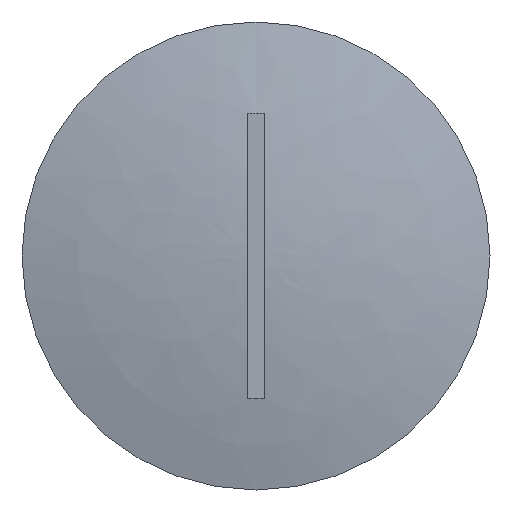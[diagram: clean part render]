
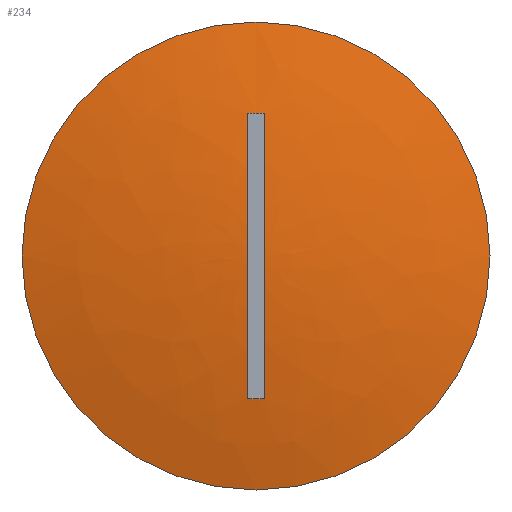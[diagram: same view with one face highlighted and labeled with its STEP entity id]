
A CAD part, left-side view. The second image highlights one B-rep face of the part: STEP entity #234.
In plain terms, the highlighted free-form (B-spline) face has degree [2, 2] with [3, 9] control points.
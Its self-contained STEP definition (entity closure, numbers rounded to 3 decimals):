
#15=(
BOUNDED_CURVE()
B_SPLINE_CURVE(2,(#1461,#1462,#1463),.UNSPECIFIED.,.F.,.F.)
B_SPLINE_CURVE_WITH_KNOTS((3,3),(1.326,1.413),
 .UNSPECIFIED.)
CURVE()
GEOMETRIC_REPRESENTATION_ITEM()
RATIONAL_B_SPLINE_CURVE((1.,0.998,0.997))
REPRESENTATION_ITEM('')
);
#16=(
BOUNDED_SURFACE()
B_SPLINE_SURFACE(2,2,((#1430,#1431,#1432,#1433,#1434,#1435,#1436,#1437,
#1438),(#1439,#1440,#1441,#1442,#1443,#1444,#1445,#1446,#1447),(#1448,#1449,
#1450,#1451,#1452,#1453,#1454,#1455,#1456)),.UNSPECIFIED.,.F.,.T.,.F.)
B_SPLINE_SURFACE_WITH_KNOTS((3,3),(3,2,2,2,3),(-1.539,-1.326),
(-3.142,-1.571,0.,1.571,3.142),
 .UNSPECIFIED.)
GEOMETRIC_REPRESENTATION_ITEM()
RATIONAL_B_SPLINE_SURFACE(((1.,0.707,1.,0.707,1.,
0.707,1.,0.707,1.),(0.994,0.703,
0.994,0.703,0.994,0.703,
0.994,0.703,0.994),(1.,0.707,
1.,0.707,1.,0.707,1.,0.707,1.)))
REPRESENTATION_ITEM('')
SURFACE()
);
#55=FACE_OUTER_BOUND('',#76,.T.);
#76=EDGE_LOOP('',(#202,#203,#204,#205,#206,#207,#208,#209,#210));
#91=CIRCLE('',#260,16.476);
#92=CIRCLE('',#261,16.476);
#93=CIRCLE('',#262,16.476);
#96=CIRCLE('',#268,27.);
#97=CIRCLE('',#269,27.);
#109=B_SPLINE_CURVE_WITH_KNOTS('',3,(#1375,#1376,#1377,#1378,#1379,#1380,
#1381,#1382,#1383,#1384,#1385,#1386,#1387,#1388,#1389,#1390,#1391,#1392,
#1393),.UNSPECIFIED.,.F.,.F.,(4,2,2,2,3,2,2,2,4),(-1.579,-1.121,
-0.56,-0.28,0.,0.28,0.56,
1.121,1.579),.UNSPECIFIED.);
#110=B_SPLINE_CURVE_WITH_KNOTS('',3,(#1398,#1399,#1400,#1401,#1402,#1403,
#1404,#1405,#1406,#1407,#1408,#1409,#1410,#1411,#1412,#1413,#1414,#1415,
#1416),.UNSPECIFIED.,.F.,.F.,(4,2,2,2,3,2,2,2,4),(-1.579,-1.121,
-0.56,-0.28,0.,0.28,0.56,
1.121,1.579),.UNSPECIFIED.);
#121=VERTEX_POINT('',#1373);
#122=VERTEX_POINT('',#1374);
#123=VERTEX_POINT('',#1396);
#124=VERTEX_POINT('',#1397);
#125=VERTEX_POINT('',#1419);
#128=VERTEX_POINT('',#1457);
#129=VERTEX_POINT('',#1458);
#147=EDGE_CURVE('',#121,#122,#109,.T.);
#149=EDGE_CURVE('',#123,#124,#110,.T.);
#151=EDGE_CURVE('',#124,#125,#91,.T.);
#152=EDGE_CURVE('',#122,#123,#92,.T.);
#153=EDGE_CURVE('',#125,#121,#93,.T.);
#156=EDGE_CURVE('',#128,#129,#96,.T.);
#157=EDGE_CURVE('',#129,#128,#97,.T.);
#158=EDGE_CURVE('',#129,#125,#15,.T.);
#202=ORIENTED_EDGE('',*,*,#156,.F.);
#203=ORIENTED_EDGE('',*,*,#157,.F.);
#204=ORIENTED_EDGE('',*,*,#158,.T.);
#205=ORIENTED_EDGE('',*,*,#153,.T.);
#206=ORIENTED_EDGE('',*,*,#147,.T.);
#207=ORIENTED_EDGE('',*,*,#152,.T.);
#208=ORIENTED_EDGE('',*,*,#149,.T.);
#209=ORIENTED_EDGE('',*,*,#151,.T.);
#210=ORIENTED_EDGE('',*,*,#158,.F.);
#234=ADVANCED_FACE('',(#55),#16,.F.);
#260=AXIS2_PLACEMENT_3D('',#1420,#307,#308);
#261=AXIS2_PLACEMENT_3D('',#1421,#309,#310);
#262=AXIS2_PLACEMENT_3D('',#1422,#311,#312);
#268=AXIS2_PLACEMENT_3D('',#1459,#323,#324);
#269=AXIS2_PLACEMENT_3D('',#1460,#325,#326);
#307=DIRECTION('center_axis',(1.,0.,0.));
#308=DIRECTION('ref_axis',(0.,0.,-1.));
#309=DIRECTION('center_axis',(1.,0.,0.));
#310=DIRECTION('ref_axis',(0.,0.,-1.));
#311=DIRECTION('center_axis',(1.,0.,0.));
#312=DIRECTION('ref_axis',(0.,0.,-1.));
#323=DIRECTION('center_axis',(1.,0.,0.));
#324=DIRECTION('ref_axis',(0.,0.,-1.));
#325=DIRECTION('center_axis',(1.,0.,0.));
#326=DIRECTION('ref_axis',(0.,0.,-1.));
#1373=CARTESIAN_POINT('',(-14.5,-1.,16.445));
#1374=CARTESIAN_POINT('',(-14.5,-1.,-16.445));
#1375=CARTESIAN_POINT('Ctrl Pts',(-14.5,-1.,16.445));
#1376=CARTESIAN_POINT('Ctrl Pts',(-14.759,-1.,14.816));
#1377=CARTESIAN_POINT('Ctrl Pts',(-14.984,-1.,13.189));
#1378=CARTESIAN_POINT('Ctrl Pts',(-15.409,-1.,9.597));
#1379=CARTESIAN_POINT('Ctrl Pts',(-15.592,-1.,7.636));
#1380=CARTESIAN_POINT('Ctrl Pts',(-15.794,-1.,4.737));
#1381=CARTESIAN_POINT('Ctrl Pts',(-15.849,-1.,3.778));
#1382=CARTESIAN_POINT('Ctrl Pts',(-15.936,-1.,1.876));
#1383=CARTESIAN_POINT('Ctrl Pts',(-15.972,-1.,0.934));
#1384=CARTESIAN_POINT('Ctrl Pts',(-15.972,-1.,0.));
#1385=CARTESIAN_POINT('Ctrl Pts',(-15.972,-1.,-0.934));
#1386=CARTESIAN_POINT('Ctrl Pts',(-15.936,-1.,-1.876));
#1387=CARTESIAN_POINT('Ctrl Pts',(-15.849,-1.,-3.778));
#1388=CARTESIAN_POINT('Ctrl Pts',(-15.794,-1.,-4.737));
#1389=CARTESIAN_POINT('Ctrl Pts',(-15.592,-1.,-7.636));
#1390=CARTESIAN_POINT('Ctrl Pts',(-15.409,-1.,-9.597));
#1391=CARTESIAN_POINT('Ctrl Pts',(-14.984,-1.,-13.189));
#1392=CARTESIAN_POINT('Ctrl Pts',(-14.759,-1.,-14.816));
#1393=CARTESIAN_POINT('Ctrl Pts',(-14.5,-1.,-16.445));
#1396=CARTESIAN_POINT('',(-14.5,1.,-16.445));
#1397=CARTESIAN_POINT('',(-14.5,1.,16.445));
#1398=CARTESIAN_POINT('Ctrl Pts',(-14.5,1.,-16.445));
#1399=CARTESIAN_POINT('Ctrl Pts',(-14.759,1.,-14.816));
#1400=CARTESIAN_POINT('Ctrl Pts',(-14.984,1.,-13.189));
#1401=CARTESIAN_POINT('Ctrl Pts',(-15.409,1.,-9.597));
#1402=CARTESIAN_POINT('Ctrl Pts',(-15.592,1.,-7.636));
#1403=CARTESIAN_POINT('Ctrl Pts',(-15.794,1.,-4.737));
#1404=CARTESIAN_POINT('Ctrl Pts',(-15.849,1.,-3.778));
#1405=CARTESIAN_POINT('Ctrl Pts',(-15.936,1.,-1.876));
#1406=CARTESIAN_POINT('Ctrl Pts',(-15.972,1.,-0.934));
#1407=CARTESIAN_POINT('Ctrl Pts',(-15.972,1.,0.));
#1408=CARTESIAN_POINT('Ctrl Pts',(-15.972,1.,0.934));
#1409=CARTESIAN_POINT('Ctrl Pts',(-15.936,1.,1.876));
#1410=CARTESIAN_POINT('Ctrl Pts',(-15.849,1.,3.778));
#1411=CARTESIAN_POINT('Ctrl Pts',(-15.794,1.,4.737));
#1412=CARTESIAN_POINT('Ctrl Pts',(-15.592,1.,7.636));
#1413=CARTESIAN_POINT('Ctrl Pts',(-15.409,1.,9.597));
#1414=CARTESIAN_POINT('Ctrl Pts',(-14.984,1.,13.189));
#1415=CARTESIAN_POINT('Ctrl Pts',(-14.759,1.,14.816));
#1416=CARTESIAN_POINT('Ctrl Pts',(-14.5,1.,16.445));
#1419=CARTESIAN_POINT('',(-14.5,0.,16.476));
#1420=CARTESIAN_POINT('Origin',(-14.5,0.,0.));
#1421=CARTESIAN_POINT('Origin',(-14.5,0.,0.));
#1422=CARTESIAN_POINT('Origin',(-14.5,0.,0.));
#1430=CARTESIAN_POINT('Ctrl Pts',(-15.972,0.,1.));
#1431=CARTESIAN_POINT('Ctrl Pts',(-15.972,-1.,
1.));
#1432=CARTESIAN_POINT('Ctrl Pts',(-15.972,-1.,
0.));
#1433=CARTESIAN_POINT('Ctrl Pts',(-15.972,-1.,
-1.));
#1434=CARTESIAN_POINT('Ctrl Pts',(-15.972,0.,-1.));
#1435=CARTESIAN_POINT('Ctrl Pts',(-15.972,1.,-1.));
#1436=CARTESIAN_POINT('Ctrl Pts',(-15.972,1.,0.));
#1437=CARTESIAN_POINT('Ctrl Pts',(-15.972,1.,1.));
#1438=CARTESIAN_POINT('Ctrl Pts',(-15.972,0.,1.));
#1439=CARTESIAN_POINT('Ctrl Pts',(-15.553,0.,14.194));
#1440=CARTESIAN_POINT('Ctrl Pts',(-15.553,-14.194,14.194));
#1441=CARTESIAN_POINT('Ctrl Pts',(-15.553,-14.194,0.));
#1442=CARTESIAN_POINT('Ctrl Pts',(-15.553,-14.194,-14.194));
#1443=CARTESIAN_POINT('Ctrl Pts',(-15.553,0.,-14.194));
#1444=CARTESIAN_POINT('Ctrl Pts',(-15.553,14.194,-14.194));
#1445=CARTESIAN_POINT('Ctrl Pts',(-15.553,14.194,0.));
#1446=CARTESIAN_POINT('Ctrl Pts',(-15.553,14.194,14.194));
#1447=CARTESIAN_POINT('Ctrl Pts',(-15.553,0.,14.194));
#1448=CARTESIAN_POINT('Ctrl Pts',(-12.35,0.,27.));
#1449=CARTESIAN_POINT('Ctrl Pts',(-12.35,-27.,27.));
#1450=CARTESIAN_POINT('Ctrl Pts',(-12.35,-27.,0.));
#1451=CARTESIAN_POINT('Ctrl Pts',(-12.35,-27.,-27.));
#1452=CARTESIAN_POINT('Ctrl Pts',(-12.35,0.,-27.));
#1453=CARTESIAN_POINT('Ctrl Pts',(-12.35,27.,-27.));
#1454=CARTESIAN_POINT('Ctrl Pts',(-12.35,27.,0.));
#1455=CARTESIAN_POINT('Ctrl Pts',(-12.35,27.,27.));
#1456=CARTESIAN_POINT('Ctrl Pts',(-12.35,0.,27.));
#1457=CARTESIAN_POINT('',(-12.35,27.,0.));
#1458=CARTESIAN_POINT('',(-12.35,0.,27.));
#1459=CARTESIAN_POINT('Origin',(-12.35,0.,0.));
#1460=CARTESIAN_POINT('Origin',(-12.35,0.,0.));
#1461=CARTESIAN_POINT('Ctrl Pts',(-12.35,0.,27.));
#1462=CARTESIAN_POINT('Ctrl Pts',(-13.654,0.,21.785));
#1463=CARTESIAN_POINT('Ctrl Pts',(-14.5,0.,16.476));
